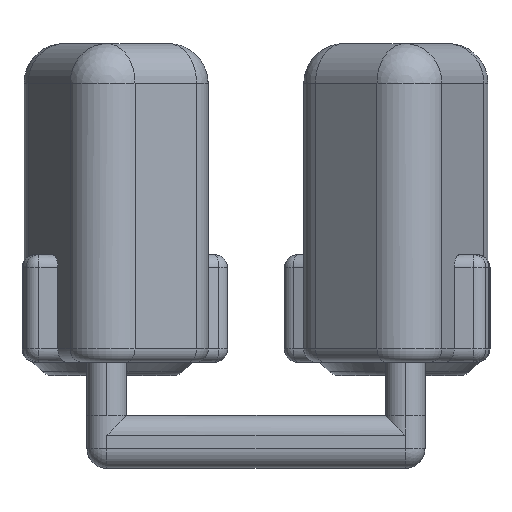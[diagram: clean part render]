
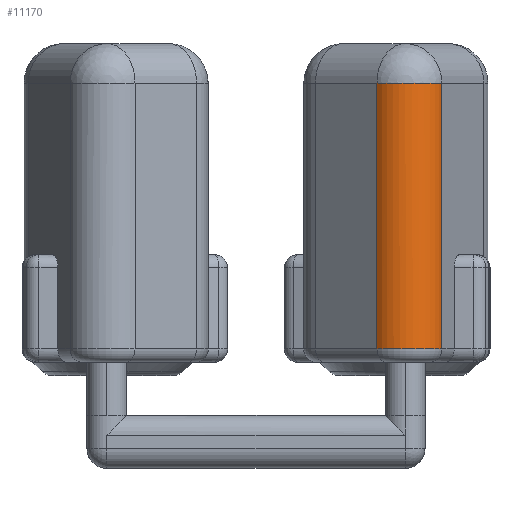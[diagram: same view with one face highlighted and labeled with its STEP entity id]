
A CAD part, left-side view. The second image highlights one B-rep face of the part: STEP entity #11170.
In plain terms, the highlighted cylindrical face has radius 1.5 mm (diameter 3 mm), a partial arc.
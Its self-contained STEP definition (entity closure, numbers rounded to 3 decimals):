
#696 = DIRECTION ( 'NONE',  ( 0., 0., -1. ) ) ;
#2502 = CARTESIAN_POINT ( 'NONE',  ( 18.234, -29.113, 5.3 ) ) ;
#2517 = VERTEX_POINT ( 'NONE', #4504 ) ;
#2523 = CARTESIAN_POINT ( 'NONE',  ( 17.173, -28.053, -4.7 ) ) ;
#2719 = ORIENTED_EDGE ( 'NONE', *, *, #24617, .F. ) ;
#3181 = VERTEX_POINT ( 'NONE', #13748 ) ;
#3936 = DIRECTION ( 'NONE',  ( 0., 1., 0. ) ) ;
#4280 = VECTOR ( 'NONE', #19160, 1000. ) ;
#4424 = CARTESIAN_POINT ( 'NONE',  ( 18.234, -29.113, 15.3 ) ) ;
#4504 = CARTESIAN_POINT ( 'NONE',  ( 17.173, -28.053, 15.3 ) ) ;
#5163 = AXIS2_PLACEMENT_3D ( 'NONE', #2502, #16057, #23897 ) ;
#7513 = CARTESIAN_POINT ( 'NONE',  ( 17.66, -30.499, 16.8 ) ) ;
#9856 = VECTOR ( 'NONE', #21985, 1000. ) ;
#11170 = ADVANCED_FACE ( 'NONE', ( #23422 ), #21476, .T. ) ;
#12218 = DIRECTION ( 'NONE',  ( 0., 1., 0. ) ) ;
#12370 = VERTEX_POINT ( 'NONE', #14399 ) ;
#12609 = ORIENTED_EDGE ( 'NONE', *, *, #15529, .T. ) ;
#12650 = EDGE_CURVE ( 'NONE', #3181, #12370, #19550, .T. ) ;
#13748 = CARTESIAN_POINT ( 'NONE',  ( 17.66, -30.499, 15.3 ) ) ;
#14300 = EDGE_CURVE ( 'NONE', #18052, #12370, #16185, .T. ) ;
#14399 = CARTESIAN_POINT ( 'NONE',  ( 17.66, -30.499, 5.3 ) ) ;
#15375 = CARTESIAN_POINT ( 'NONE',  ( 17.173, -28.053, 5.3 ) ) ;
#15529 = EDGE_CURVE ( 'NONE', #3181, #2517, #24204, .T. ) ;
#15531 = ORIENTED_EDGE ( 'NONE', *, *, #14300, .T. ) ;
#16057 = DIRECTION ( 'NONE',  ( 0., 0., 1. ) ) ;
#16185 = CIRCLE ( 'NONE', #5163, 1.5 ) ;
#18052 = VERTEX_POINT ( 'NONE', #15375 ) ;
#18453 = AXIS2_PLACEMENT_3D ( 'NONE', #4424, #696, #12218 ) ;
#19160 = DIRECTION ( 'NONE',  ( 0., 0., -1. ) ) ;
#19411 = CARTESIAN_POINT ( 'NONE',  ( 18.234, -29.113, -4.7 ) ) ;
#19550 = LINE ( 'NONE', #7513, #4280 ) ;
#21476 = CYLINDRICAL_SURFACE ( 'NONE', #25005, 1.5 ) ;
#21859 = LINE ( 'NONE', #2523, #9856 ) ;
#21985 = DIRECTION ( 'NONE',  ( 0., 0., 1. ) ) ;
#21995 = EDGE_LOOP ( 'NONE', ( #2719, #15531, #24909, #12609 ) ) ;
#23032 = DIRECTION ( 'NONE',  ( 0., 0., 1. ) ) ;
#23422 = FACE_OUTER_BOUND ( 'NONE', #21995, .T. ) ;
#23897 = DIRECTION ( 'NONE',  ( 0., -1., 0. ) ) ;
#24204 = CIRCLE ( 'NONE', #18453, 1.5 ) ;
#24617 = EDGE_CURVE ( 'NONE', #18052, #2517, #21859, .T. ) ;
#24909 = ORIENTED_EDGE ( 'NONE', *, *, #12650, .F. ) ;
#25005 = AXIS2_PLACEMENT_3D ( 'NONE', #19411, #23032, #3936 ) ;
